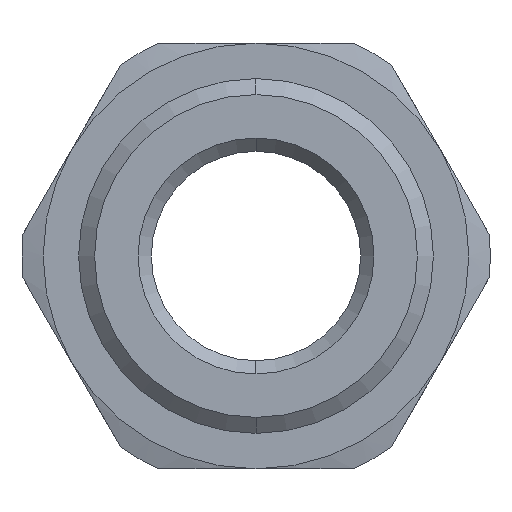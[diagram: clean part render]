
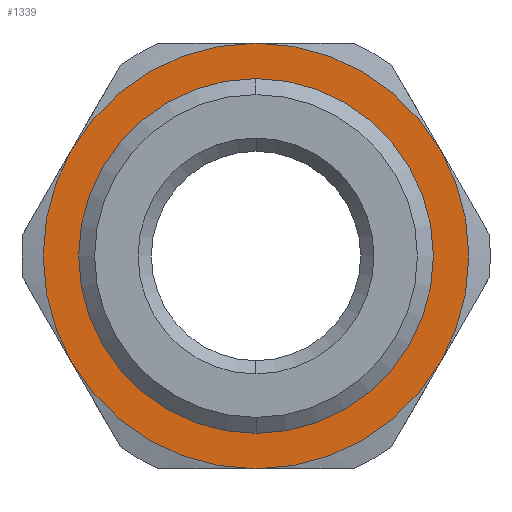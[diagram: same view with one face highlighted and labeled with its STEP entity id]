
A CAD part, left-side view. The second image highlights one B-rep face of the part: STEP entity #1339.
In plain terms, the highlighted planar face has unit normal (-1, 0, 0).
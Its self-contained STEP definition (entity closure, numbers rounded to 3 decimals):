
#8 = ORIENTED_EDGE ( 'NONE', *, *, #820, .T. ) ;
#60 = ORIENTED_EDGE ( 'NONE', *, *, #832, .F. ) ;
#76 = CARTESIAN_POINT ( 'NONE',  ( 15.3, 10.392, 6. ) ) ;
#137 = AXIS2_PLACEMENT_3D ( 'NONE', #881, #1211, #185 ) ;
#151 = VERTEX_POINT ( 'NONE', #1631 ) ;
#185 = DIRECTION ( 'NONE',  ( 0., 0., -1. ) ) ;
#222 = CARTESIAN_POINT ( 'NONE',  ( 15.3, -10.392, -6. ) ) ;
#224 = ORIENTED_EDGE ( 'NONE', *, *, #739, .F. ) ;
#275 = AXIS2_PLACEMENT_3D ( 'NONE', #1621, #949, #1274 ) ;
#280 = DIRECTION ( 'NONE',  ( 1., 0., 0. ) ) ;
#291 = VERTEX_POINT ( 'NONE', #1162 ) ;
#337 = CARTESIAN_POINT ( 'NONE',  ( 15.3, 0., 12. ) ) ;
#352 = DIRECTION ( 'NONE',  ( 1., 0., 0. ) ) ;
#365 = DIRECTION ( 'NONE',  ( 1., 0., 0. ) ) ;
#374 = CARTESIAN_POINT ( 'NONE',  ( 15.3, 0., 0. ) ) ;
#384 = CIRCLE ( 'NONE', #2188, 12. ) ;
#429 = DIRECTION ( 'NONE',  ( 0., 0., -1. ) ) ;
#540 = AXIS2_PLACEMENT_3D ( 'NONE', #1016, #2202, #848 ) ;
#545 = DIRECTION ( 'NONE',  ( 0., 0., -1. ) ) ;
#563 = VERTEX_POINT ( 'NONE', #222 ) ;
#566 = AXIS2_PLACEMENT_3D ( 'NONE', #1705, #352, #1867 ) ;
#595 = CIRCLE ( 'NONE', #803, 12. ) ;
#636 = EDGE_CURVE ( 'NONE', #1410, #1139, #1877, .T. ) ;
#713 = ORIENTED_EDGE ( 'NONE', *, *, #948, .F. ) ;
#723 = CIRCLE ( 'NONE', #1368, 12. ) ;
#739 = EDGE_CURVE ( 'NONE', #151, #1139, #595, .T. ) ;
#771 = CIRCLE ( 'NONE', #1692, 12. ) ;
#796 = ORIENTED_EDGE ( 'NONE', *, *, #1711, .F. ) ;
#803 = AXIS2_PLACEMENT_3D ( 'NONE', #1654, #280, #2000 ) ;
#820 = EDGE_CURVE ( 'NONE', #1280, #291, #1370, .T. ) ;
#832 = EDGE_CURVE ( 'NONE', #985, #563, #384, .T. ) ;
#848 = DIRECTION ( 'NONE',  ( 0., 0., -1. ) ) ;
#852 = PLANE ( 'NONE',  #566 ) ;
#875 = CARTESIAN_POINT ( 'NONE',  ( 15.3, 0., 0. ) ) ;
#881 = CARTESIAN_POINT ( 'NONE',  ( 15.3, 0., 0. ) ) ;
#948 = EDGE_CURVE ( 'NONE', #1410, #985, #723, .T. ) ;
#949 = DIRECTION ( 'NONE',  ( -1., 0., 0. ) ) ;
#985 = VERTEX_POINT ( 'NONE', #1030 ) ;
#993 = EDGE_CURVE ( 'NONE', #1108, #151, #2076, .T. ) ;
#1010 = ORIENTED_EDGE ( 'NONE', *, *, #636, .T. ) ;
#1016 = CARTESIAN_POINT ( 'NONE',  ( 15.3, 0., 0. ) ) ;
#1017 = EDGE_LOOP ( 'NONE', ( #1248, #796, #60, #713, #1010, #224 ) ) ;
#1030 = CARTESIAN_POINT ( 'NONE',  ( 15.3, -10.392, 6. ) ) ;
#1060 = ORIENTED_EDGE ( 'NONE', *, *, #1390, .T. ) ;
#1089 = FACE_OUTER_BOUND ( 'NONE', #1017, .T. ) ;
#1108 = VERTEX_POINT ( 'NONE', #1762 ) ;
#1139 = VERTEX_POINT ( 'NONE', #76 ) ;
#1162 = CARTESIAN_POINT ( 'NONE',  ( 15.3, 0., -10. ) ) ;
#1177 = DIRECTION ( 'NONE',  ( 1., 0., 0. ) ) ;
#1190 = CARTESIAN_POINT ( 'NONE',  ( 15.3, 0., 10. ) ) ;
#1200 = DIRECTION ( 'NONE',  ( 0., 0., -1. ) ) ;
#1211 = DIRECTION ( 'NONE',  ( 1., 0., 0. ) ) ;
#1234 = FACE_BOUND ( 'NONE', #2022, .T. ) ;
#1248 = ORIENTED_EDGE ( 'NONE', *, *, #993, .F. ) ;
#1274 = DIRECTION ( 'NONE',  ( 0., 0., 1. ) ) ;
#1280 = VERTEX_POINT ( 'NONE', #1190 ) ;
#1284 = CARTESIAN_POINT ( 'NONE',  ( 15.3, 0., 0. ) ) ;
#1339 = ADVANCED_FACE ( 'NONE', ( #1234, #1089 ), #852, .F. ) ;
#1368 = AXIS2_PLACEMENT_3D ( 'NONE', #875, #1724, #545 ) ;
#1370 = CIRCLE ( 'NONE', #540, 10. ) ;
#1376 = DIRECTION ( 'NONE',  ( 0., 0., -1. ) ) ;
#1390 = EDGE_CURVE ( 'NONE', #291, #1280, #1913, .T. ) ;
#1410 = VERTEX_POINT ( 'NONE', #337 ) ;
#1446 = DIRECTION ( 'NONE',  ( 1., 0., 0. ) ) ;
#1621 = CARTESIAN_POINT ( 'NONE',  ( 15.3, 0., 0. ) ) ;
#1631 = CARTESIAN_POINT ( 'NONE',  ( 15.3, 10.392, -6. ) ) ;
#1654 = CARTESIAN_POINT ( 'NONE',  ( 15.3, 0., 0. ) ) ;
#1692 = AXIS2_PLACEMENT_3D ( 'NONE', #1284, #1446, #429 ) ;
#1701 = CARTESIAN_POINT ( 'NONE',  ( 15.3, 0., 0. ) ) ;
#1705 = CARTESIAN_POINT ( 'NONE',  ( 15.3, 10., 0. ) ) ;
#1711 = EDGE_CURVE ( 'NONE', #563, #1108, #771, .T. ) ;
#1724 = DIRECTION ( 'NONE',  ( 1., 0., 0. ) ) ;
#1762 = CARTESIAN_POINT ( 'NONE',  ( 15.3, 0., -12. ) ) ;
#1867 = DIRECTION ( 'NONE',  ( 0., 0., -1. ) ) ;
#1877 = CIRCLE ( 'NONE', #275, 12. ) ;
#1913 = CIRCLE ( 'NONE', #137, 10. ) ;
#1951 = AXIS2_PLACEMENT_3D ( 'NONE', #374, #365, #1376 ) ;
#2000 = DIRECTION ( 'NONE',  ( 0., 0., -1. ) ) ;
#2022 = EDGE_LOOP ( 'NONE', ( #1060, #8 ) ) ;
#2076 = CIRCLE ( 'NONE', #1951, 12. ) ;
#2188 = AXIS2_PLACEMENT_3D ( 'NONE', #1701, #1177, #1200 ) ;
#2202 = DIRECTION ( 'NONE',  ( 1., 0., 0. ) ) ;
